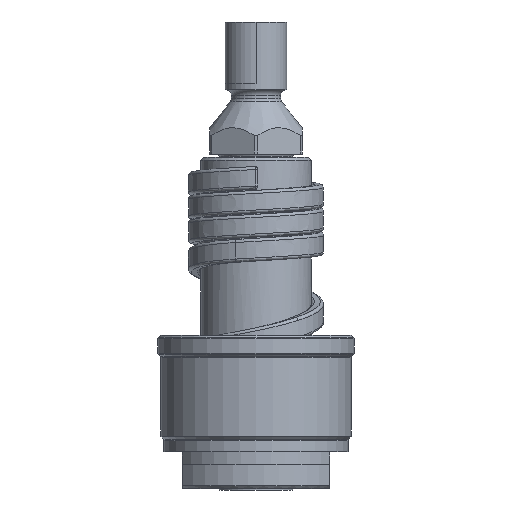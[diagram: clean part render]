
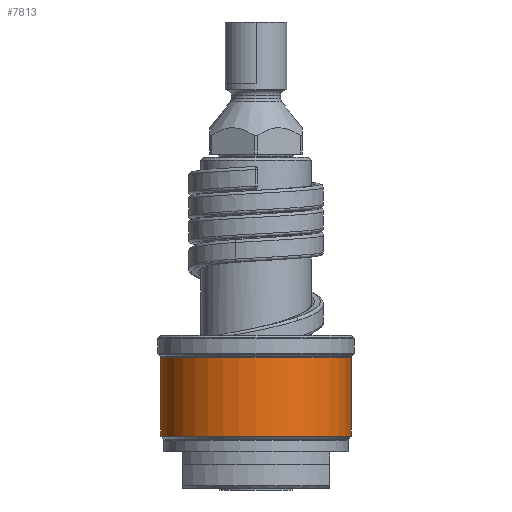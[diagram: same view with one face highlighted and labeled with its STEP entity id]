
A CAD part, front view. The second image highlights one B-rep face of the part: STEP entity #7813.
In plain terms, the highlighted cylindrical face has radius 15.5 mm (diameter 31 mm), a partial arc.
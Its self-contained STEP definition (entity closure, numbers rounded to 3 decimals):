
#1863=CARTESIAN_POINT('',(0.,0.,8.583));
#1864=DIRECTION('',(0.,0.,1.));
#1865=DIRECTION('',(-1.,0.,0.));
#1866=AXIS2_PLACEMENT_3D('',#1863,#1864,#1865);
#1868=DIRECTION('',(0.,0.,-1.));
#1869=VECTOR('',#1868,12.835);
#1870=CARTESIAN_POINT('',(-15.5,0.,21.417));
#1871=LINE('',#1870,#1869);
#1872=CARTESIAN_POINT('',(0.,0.,21.417));
#1873=DIRECTION('',(0.,0.,1.));
#1874=DIRECTION('',(-1.,0.,0.));
#1875=AXIS2_PLACEMENT_3D('',#1872,#1873,#1874);
#1877=DIRECTION('',(0.,0.,-1.));
#1878=VECTOR('',#1877,12.835);
#1879=CARTESIAN_POINT('',(15.5,0.,21.417));
#1880=LINE('',#1879,#1878);
#5294=CARTESIAN_POINT('',(15.5,0.,21.417));
#5295=CARTESIAN_POINT('',(-15.5,0.,21.417));
#5296=VERTEX_POINT('',#5294);
#5297=VERTEX_POINT('',#5295);
#5320=CARTESIAN_POINT('',(15.5,0.,8.583));
#5321=VERTEX_POINT('',#5320);
#5322=CARTESIAN_POINT('',(-15.5,0.,8.583));
#5323=VERTEX_POINT('',#5322);
#7801=CARTESIAN_POINT('',(0.,0.,7.15));
#7802=DIRECTION('',(0.,0.,1.));
#7803=DIRECTION('',(-1.,0.,0.));
#7804=AXIS2_PLACEMENT_3D('',#7801,#7802,#7803);
#7805=CYLINDRICAL_SURFACE('',#7804,15.5);
#7806=ORIENTED_EDGE('',*,*,#7773,.F.);
#7807=ORIENTED_EDGE('',*,*,#7791,.F.);
#7809=ORIENTED_EDGE('',*,*,#7808,.T.);
#7810=ORIENTED_EDGE('',*,*,#7787,.T.);
#7811=EDGE_LOOP('',(#7806,#7807,#7809,#7810));
#7812=FACE_OUTER_BOUND('',#7811,.F.);
#1867=CIRCLE('',#1866,15.5);
#1876=CIRCLE('',#1875,15.5);
#7773=EDGE_CURVE('',#5323,#5321,#1867,.T.);
#7787=EDGE_CURVE('',#5296,#5321,#1880,.T.);
#7791=EDGE_CURVE('',#5297,#5323,#1871,.T.);
#7808=EDGE_CURVE('',#5297,#5296,#1876,.T.);
#7813=ADVANCED_FACE('',(#7812),#7805,.T.);
